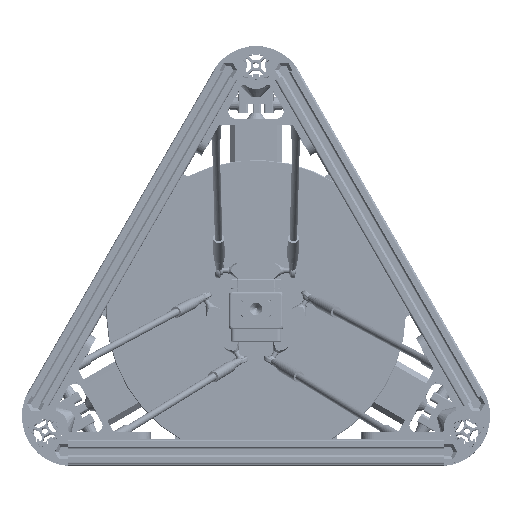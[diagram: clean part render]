
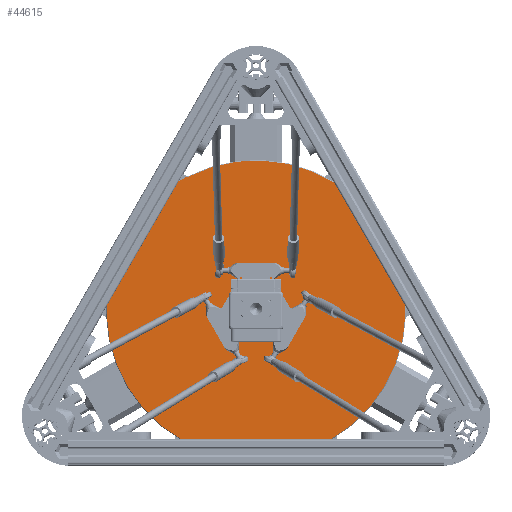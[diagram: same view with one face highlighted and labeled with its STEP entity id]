
A CAD part, top view. The second image highlights one B-rep face of the part: STEP entity #44615.
In plain terms, the highlighted planar face has unit normal (0, 0, 1).
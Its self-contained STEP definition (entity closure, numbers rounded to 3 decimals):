
#6151=FACE_OUTER_BOUND('',#8945,.T.);
#8945=EDGE_LOOP('',(#41274,#41275,#41276));
#11642=CIRCLE('',#49965,119.5);
#14390=LINE('',#106342,#17140);
#14392=LINE('',#106345,#17142);
#17140=VECTOR('',#62791,10.);
#17142=VECTOR('',#62795,10.);
#21508=VERTEX_POINT('',#106325);
#21511=VERTEX_POINT('',#106332);
#21512=VERTEX_POINT('',#106341);
#28095=EDGE_CURVE('',#21511,#21508,#11642,.T.);
#28098=EDGE_CURVE('',#21512,#21508,#14390,.T.);
#28100=EDGE_CURVE('',#21511,#21512,#14392,.T.);
#41274=ORIENTED_EDGE('',*,*,#28100,.T.);
#41275=ORIENTED_EDGE('',*,*,#28098,.T.);
#41276=ORIENTED_EDGE('',*,*,#28095,.F.);
#42205=PLANE('',#49969);
#44615=ADVANCED_FACE('',(#6151),#42205,.T.);
#49965=AXIS2_PLACEMENT_3D('',#106336,#62783,#62784);
#49969=AXIS2_PLACEMENT_3D('',#106346,#62796,#62797);
#62783=DIRECTION('center_axis',(0.,0.,
-1.));
#62784=DIRECTION('ref_axis',(1.,0.,0.));
#62791=DIRECTION('',(-0.5,-0.866,0.));
#62795=DIRECTION('',(-0.866,0.5,0.));
#62796=DIRECTION('center_axis',(0.,0.,
1.));
#62797=DIRECTION('ref_axis',(-1.,0.,0.));
#106325=CARTESIAN_POINT('',(-64.379,100.675,64.5));
#106332=CARTESIAN_POINT('',(-54.341,106.43,64.5));
#106336=CARTESIAN_POINT('Origin',(0.,0.,
64.5));
#106341=CARTESIAN_POINT('',(-59.378,109.338,64.5));
#106342=CARTESIAN_POINT('',(-167.128,-77.291,64.5));
#106345=CARTESIAN_POINT('',(-54.182,106.338,64.5));
#106346=CARTESIAN_POINT('Origin',(0.,0.,
64.5));
